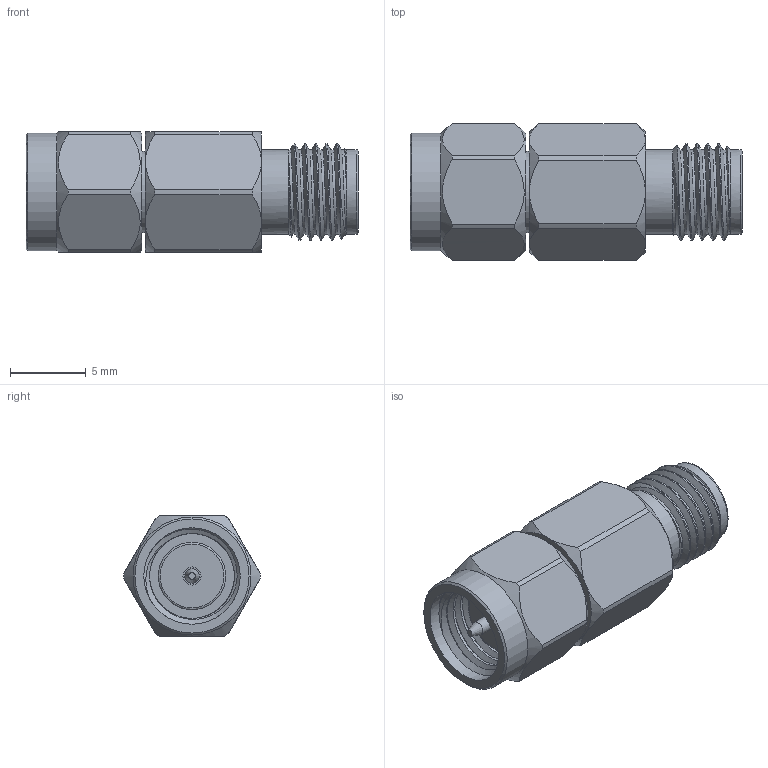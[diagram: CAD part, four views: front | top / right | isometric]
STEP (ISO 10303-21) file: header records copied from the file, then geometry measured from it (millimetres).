
FILE_DESCRIPTION (( 'STEP AP203' ), '1' );
FILE_NAME ('SA6-10_3D.step', '2021-03-05T17:38:27', ( '' ), ( '' ), 'SwSTEP 2.0', 'SolidWorks 2020', '' );
FILE_SCHEMA (( 'CONFIG_CONTROL_DESIGN' ));
Length unit declared in the file: inch
Products named in the file (1): SA6-10_3D
Bounding box: 21.84 x 8.99 x 7.94 mm (x, y, z)
Volume: 845.6 mm3; surface area: 942.9 mm2
Topology: 1 solids, 1 shells, 82 faces, 205 edges, 135 vertices
Faces by surface type: cylinder 30, plane 24, cone 20, bspline 7, torus 1
Full cylindrical faces by diameter (mm): 0.94 x2, 1.194 x2, 4.445 x1, 4.572 x1, 5.334 x1, 5.582 x2, 6.35 x6, 7.762 x1
Entity records: 5497 total; most frequent: CARTESIAN_POINT 3804, ORIENTED_EDGE 350, DIRECTION 292, EDGE_CURVE 175, AXIS2_PLACEMENT_3D 134, VERTEX_POINT 129, EDGE_LOOP 104, FACE_OUTER_BOUND 89
